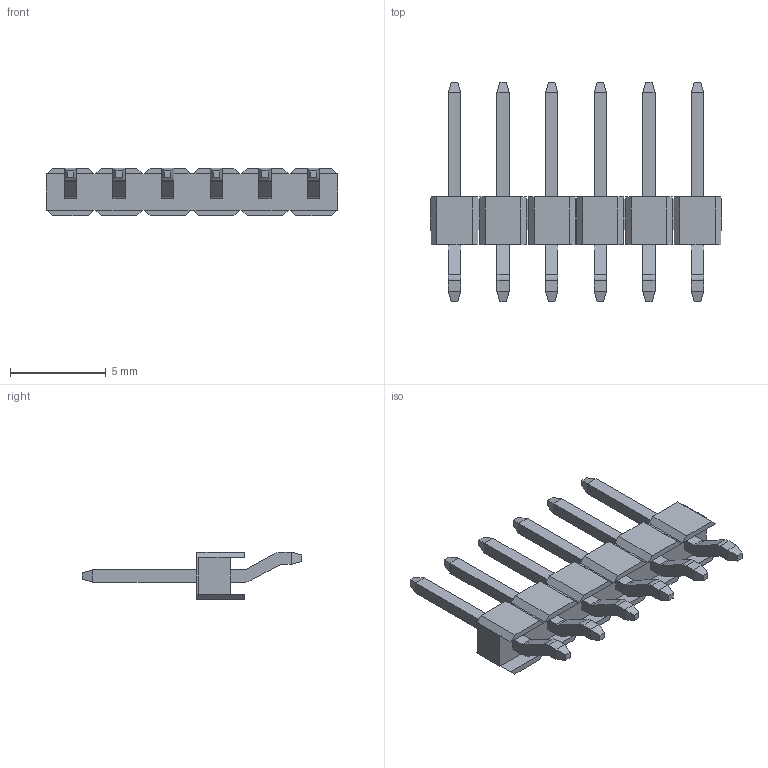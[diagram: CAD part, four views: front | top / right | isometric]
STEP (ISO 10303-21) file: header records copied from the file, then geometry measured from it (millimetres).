
FILE_DESCRIPTION((''),'2;1');
FILE_NAME('M20-8890645_ASM','2016-08-09T',('mperren'),(''),'CREO PARAMETRIC BY PTC INC, 2016050','CREO PARAMETRIC BY PTC INC, 2016050','');
FILE_SCHEMA(('CONFIG_CONTROL_DESIGN'));
Length unit declared in the file: millimetre
Products named in the file (3): M20-88906_MOULD; M20-889_CONTACT; M20-8890645_ASM
Assembly tree (7 placements, depth 2):
  M20-8890645_ASM
    M20-88906_MOULD
    M20-889_CONTACT  x6
Bounding box: 15.24 x 11.5 x 2.5 mm (x, y, z)
Volume: 93.2 mm3; surface area: 386.2 mm2
Topology: 7 solids, 7 shells, 282 faces, 708 edges, 440 vertices
Faces by surface type: plane 258, cylinder 24
Entity records: 6618 total; most frequent: CARTESIAN_POINT 910, ORIENTED_EDGE 896, DIRECTION 820, PRESENTATION_STYLE_ASSIGNMENT 450, STYLED_ITEM 450, CURVE_STYLE 448, EDGE_CURVE 448, VECTOR 440
